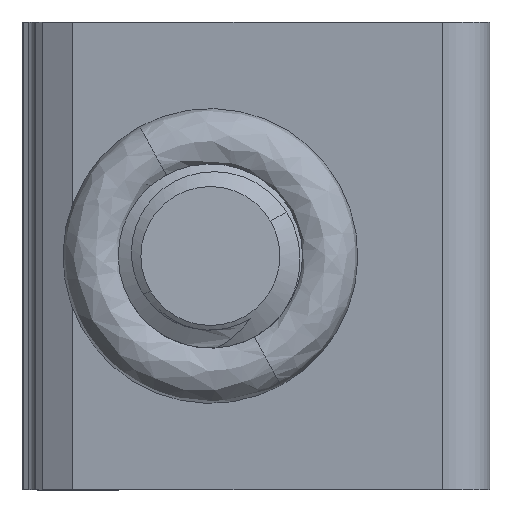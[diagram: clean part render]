
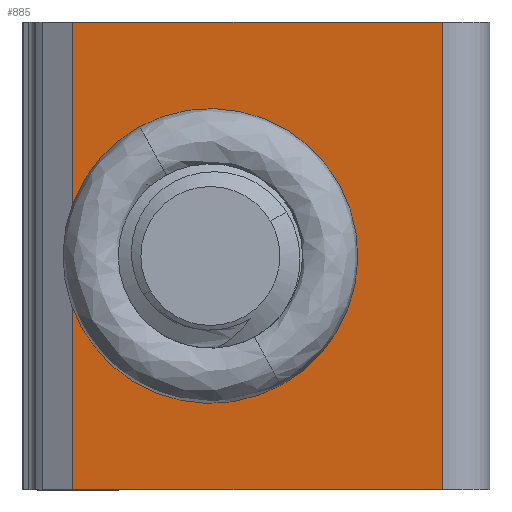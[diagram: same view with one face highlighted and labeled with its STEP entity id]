
A CAD part, front view. The second image highlights one B-rep face of the part: STEP entity #885.
In plain terms, the highlighted planar face has unit normal (-0.135, -0.991, 0).
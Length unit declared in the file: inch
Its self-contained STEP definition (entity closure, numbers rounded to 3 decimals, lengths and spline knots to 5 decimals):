
#171 = VECTOR ( 'NONE', #2181, 39.37008 ) ;
#235 = FACE_BOUND ( 'NONE', #3682, .T. ) ;
#264 = CARTESIAN_POINT ( 'NONE',  ( 0.89769, -0.69568, -0.5 ) ) ;
#327 = VECTOR ( 'NONE', #4025, 39.37008 ) ;
#381 = VERTEX_POINT ( 'NONE', #4716 ) ;
#388 = EDGE_CURVE ( 'NONE', #3944, #3332, #4545, .T. ) ;
#406 = DIRECTION ( 'NONE',  ( 0.991, -0.135, 0. ) ) ;
#485 = CARTESIAN_POINT ( 'NONE',  ( 0.89769, -0.69568, 0.5 ) ) ;
#577 = CARTESIAN_POINT ( 'NONE',  ( -0.0037, -0.57328, 0.203 ) ) ;
#703 = EDGE_CURVE ( 'NONE', #3577, #4075, #3208, .T. ) ;
#778 = CARTESIAN_POINT ( 'NONE',  ( 0.89769, -0.69568, 0.5 ) ) ;
#885 = ADVANCED_FACE ( 'NONE', ( #4267, #235 ), #958, .F. ) ;
#935 = ORIENTED_EDGE ( 'NONE', *, *, #1999, .F. ) ;
#958 = PLANE ( 'NONE',  #3298 ) ;
#994 = DIRECTION ( 'NONE',  ( 0.135, 0.991, 0. ) ) ;
#1076 = LINE ( 'NONE', #4033, #327 ) ;
#1125 = CARTESIAN_POINT ( 'NONE',  ( 0.1084, -0.5885, 0.5 ) ) ;
#1131 = EDGE_CURVE ( 'NONE', #1599, #381, #5465, .T. ) ;
#1364 = DIRECTION ( 'NONE',  ( -0.991, 0.135, 0. ) ) ;
#1426 = EDGE_CURVE ( 'NONE', #381, #3944, #3523, .T. ) ;
#1599 = VERTEX_POINT ( 'NONE', #3949 ) ;
#1622 = EDGE_CURVE ( 'NONE', #4075, #6196, #1076, .T. ) ;
#1699 = ORIENTED_EDGE ( 'NONE', *, *, #1131, .F. ) ;
#1915 = LINE ( 'NONE', #2854, #171 ) ;
#1999 = EDGE_CURVE ( 'NONE', #6196, #3612, #1915, .T. ) ;
#2073 = DIRECTION ( 'NONE',  ( 0.991, -0.135, 0. ) ) ;
#2127 = DIRECTION ( 'NONE',  ( 0., 0., 1. ) ) ;
#2181 = DIRECTION ( 'NONE',  ( -0.991, 0.135, 0. ) ) ;
#2452 = ORIENTED_EDGE ( 'NONE', *, *, #4328, .F. ) ;
#2587 = CARTESIAN_POINT ( 'NONE',  ( 0.1084, -0.5885, 0.5 ) ) ;
#2686 = EDGE_LOOP ( 'NONE', ( #3817, #5760, #2452, #935 ) ) ;
#2854 = CARTESIAN_POINT ( 'NONE',  ( 0.89769, -0.69568, -0.5 ) ) ;
#2943 = LINE ( 'NONE', #4435, #5505 ) ;
#3050 = CARTESIAN_POINT ( 'NONE',  ( 0.1084, -0.5885, -0.5 ) ) ;
#3208 = LINE ( 'NONE', #778, #5929 ) ;
#3255 = CARTESIAN_POINT ( 'NONE',  ( 0.4023, -0.62841, -0.203 ) ) ;
#3298 = AXIS2_PLACEMENT_3D ( 'NONE', #485, #994, #1364 ) ;
#3318 = LINE ( 'NONE', #2587, #3328 ) ;
#3328 = VECTOR ( 'NONE', #2127, 39.37008 ) ;
#3332 = VERTEX_POINT ( 'NONE', #3255 ) ;
#3505 = VECTOR ( 'NONE', #5040, 39.37008 ) ;
#3523 = LINE ( 'NONE', #5691, #3505 ) ;
#3577 = VERTEX_POINT ( 'NONE', #1125 ) ;
#3612 = VERTEX_POINT ( 'NONE', #3050 ) ;
#3682 = EDGE_LOOP ( 'NONE', ( #1699, #4540, #4325, #6193 ) ) ;
#3817 = ORIENTED_EDGE ( 'NONE', *, *, #1622, .F. ) ;
#3944 = VERTEX_POINT ( 'NONE', #5148 ) ;
#3949 = CARTESIAN_POINT ( 'NONE',  ( 0.4913, -0.6405, -0.203 ) ) ;
#4025 = DIRECTION ( 'NONE',  ( 0., 0., -1. ) ) ;
#4033 = CARTESIAN_POINT ( 'NONE',  ( 0.89769, -0.69568, 0.5 ) ) ;
#4075 = VERTEX_POINT ( 'NONE', #4782 ) ;
#4267 = FACE_OUTER_BOUND ( 'NONE', #2686, .T. ) ;
#4325 = ORIENTED_EDGE ( 'NONE', *, *, #388, .F. ) ;
#4328 = EDGE_CURVE ( 'NONE', #3612, #3577, #3318, .T. ) ;
#4435 = CARTESIAN_POINT ( 'NONE',  ( 0.89769, -0.69568, -0.203 ) ) ;
#4540 = ORIENTED_EDGE ( 'NONE', *, *, #5824, .F. ) ;
#4545 =( BOUNDED_CURVE ( )  B_SPLINE_CURVE ( 3, ( #4921, #577, #5145, #4614 ),
 .UNSPECIFIED., .F., .T. ) 
 B_SPLINE_CURVE_WITH_KNOTS ( ( 4, 4 ),
 ( 4.71239, 7.85398 ),
 .UNSPECIFIED. ) 
 CURVE ( )  GEOMETRIC_REPRESENTATION_ITEM ( )  RATIONAL_B_SPLINE_CURVE ( ( 1., 0.333, 0.333, 1. ) ) 
 REPRESENTATION_ITEM ( '' )  );
#4578 = CARTESIAN_POINT ( 'NONE',  ( 0.8973, -0.69563, -0.203 ) ) ;
#4614 = CARTESIAN_POINT ( 'NONE',  ( 0.4023, -0.62841, -0.203 ) ) ;
#4716 = CARTESIAN_POINT ( 'NONE',  ( 0.4913, -0.6405, 0.203 ) ) ;
#4782 = CARTESIAN_POINT ( 'NONE',  ( 0.89769, -0.69568, 0.5 ) ) ;
#4921 = CARTESIAN_POINT ( 'NONE',  ( 0.4023, -0.62841, 0.203 ) ) ;
#4998 = CARTESIAN_POINT ( 'NONE',  ( 0.4913, -0.6405, -0.203 ) ) ;
#5040 = DIRECTION ( 'NONE',  ( -0.991, 0.135, 0. ) ) ;
#5145 = CARTESIAN_POINT ( 'NONE',  ( -0.0037, -0.57328, -0.203 ) ) ;
#5148 = CARTESIAN_POINT ( 'NONE',  ( 0.4023, -0.62841, 0.203 ) ) ;
#5243 = CARTESIAN_POINT ( 'NONE',  ( 0.8973, -0.69563, 0.203 ) ) ;
#5348 = CARTESIAN_POINT ( 'NONE',  ( 0.4913, -0.6405, 0.203 ) ) ;
#5465 =( BOUNDED_CURVE ( )  B_SPLINE_CURVE ( 3, ( #4998, #4578, #5243, #5348 ),
 .UNSPECIFIED., .F., .T. ) 
 B_SPLINE_CURVE_WITH_KNOTS ( ( 4, 4 ),
 ( 1.5708, 4.71239 ),
 .UNSPECIFIED. ) 
 CURVE ( )  GEOMETRIC_REPRESENTATION_ITEM ( )  RATIONAL_B_SPLINE_CURVE ( ( 1., 0.333, 0.333, 1. ) ) 
 REPRESENTATION_ITEM ( '' )  );
#5505 = VECTOR ( 'NONE', #2073, 39.37008 ) ;
#5691 = CARTESIAN_POINT ( 'NONE',  ( 0.89769, -0.69568, 0.203 ) ) ;
#5760 = ORIENTED_EDGE ( 'NONE', *, *, #703, .F. ) ;
#5824 = EDGE_CURVE ( 'NONE', #3332, #1599, #2943, .T. ) ;
#5929 = VECTOR ( 'NONE', #406, 39.37008 ) ;
#6193 = ORIENTED_EDGE ( 'NONE', *, *, #1426, .F. ) ;
#6196 = VERTEX_POINT ( 'NONE', #264 ) ;
